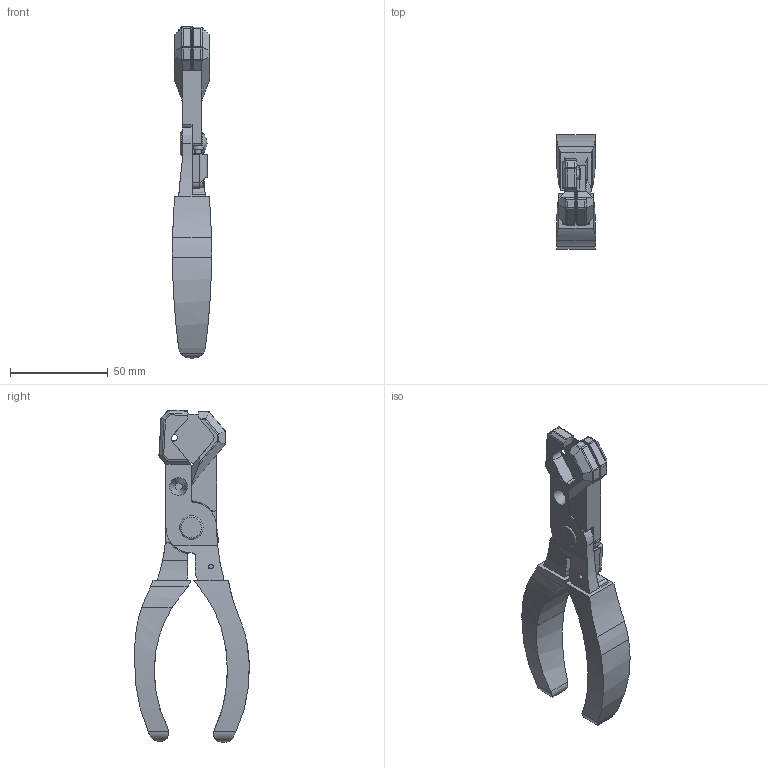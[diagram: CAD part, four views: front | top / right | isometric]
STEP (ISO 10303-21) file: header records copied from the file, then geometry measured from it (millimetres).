
FILE_DESCRIPTION(/* description */ ('STEP AP214'),/* implementation_level */ '2;1');
FILE_NAME(/* name */ '7658_ZRS',/* time_stamp */ '2024-09-18T14:33:18+02:00',/* author */ ('License CC BY-ND 4.0'),/* organization */ ('CADENAS'),/* preprocessor_version */ 'ST-DEVELOPER v19.3',/* originating_system */ 'PARTsolutions',/* authorisation */ ' ');
FILE_SCHEMA (('INTEGRATED_CNC_SCHEMA','AUTOMOTIVE_DESIGN {1 0 10303 214 3 1 1}'));
Length unit declared in the file: millimetre
Products named in the file (4): 7658 ZRS---(high_0); ZRS 7658---(high_p1); ZRS 7658---(high_p2); 7658 ZRS---(high_s)
Assembly tree (3 placements, depth 2):
  7658 ZRS---(high_0)
    ZRS 7658---(high_p1)
    ZRS 7658---(high_p2)
    7658 ZRS---(high_s)
Bounding box: 20 x 58.67 x 169.98 mm (x, y, z)
Volume: 55451 mm3; surface area: 21982.9 mm2
Topology: 3 solids, 3 shells, 263 faces, 708 edges, 459 vertices
Faces by surface type: plane 121, cylinder 120, torus 12, cone 9, sphere 1
Full cylindrical faces by diameter (mm): 2.459 x1, 3 x2, 3.5 x1, 8 x1, 8.05 x1
Entity records: 10197 total; most frequent: CARTESIAN_POINT 1827, ORIENTED_EDGE 1360, DIRECTION 1318, EDGE_CURVE 680, AXIS2_PLACEMENT_3D 478, VERTEX_POINT 450, LINE 362, VECTOR 362
